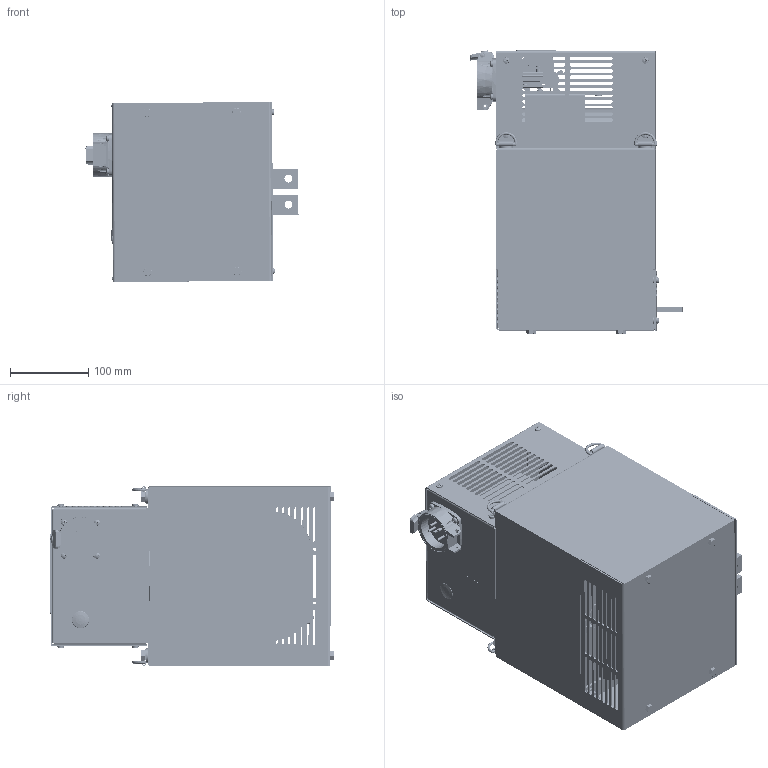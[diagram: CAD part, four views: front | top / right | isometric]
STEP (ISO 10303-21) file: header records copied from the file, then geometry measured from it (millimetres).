
FILE_DESCRIPTION(/* description */ (''),/* implementation_level */ '2;1');
FILE_NAME(/* name */ '38335.stp',/* time_stamp */ '2018-02-01T10:21:36-08:00',/* author */ ('dvega'),/* organization */ (''),/* preprocessor_version */ 'ST-DEVELOPER v16.1',/* originating_system */ 'Autodesk Inventor 2016',/* authorisation */ '');
FILE_SCHEMA (('AUTOMOTIVE_DESIGN { 1 0 10303 214 3 1 1 }'));
Products named in the file (1): 38335
Bounding box: 272.16 x 362.58 x 229.53 mm (x, y, z)
Volume: 6702702.5 mm3; surface area: 1170352.2 mm2
Topology: 31 solids, 73 shells, 8587 faces, 23179 edges, 14981 vertices
Faces by surface type: plane 5196, cylinder 2256, cone 520, bspline 408, torus 165, sphere 42
Full cylindrical faces by diameter (mm): 0.03 x1, 0.475 x1, 0.635 x7, 0.762 x7, 1.5 x3, 1.575 x1, 1.8 x4, 1.86 x3, 2.032 x2, 2.2 x3, 2.54 x2, 2.794 x2, 2.8 x4, 3 x4, 3.175 x7, 3.211 x3, 3.242 x8, 3.302 x14, 3.505 x4, 3.556 x1, 3.621 x2, 3.683 x2, 3.8 x12, 3.81 x1, 3.962 x4, 3.988 x2, 4 x35, 4.134 x2, 4.166 x12, 4.318 x3
Entity records: 278270 total; most frequent: CARTESIAN_POINT 57755, ORIENTED_EDGE 44590, DIRECTION 42418, EDGE_CURVE 22288, VERTEX_POINT 14745, LINE 14630, VECTOR 14630, AXIS2_PLACEMENT_3D 13894
